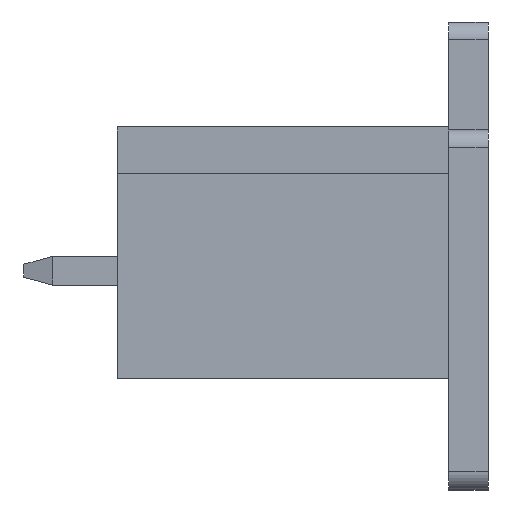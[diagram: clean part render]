
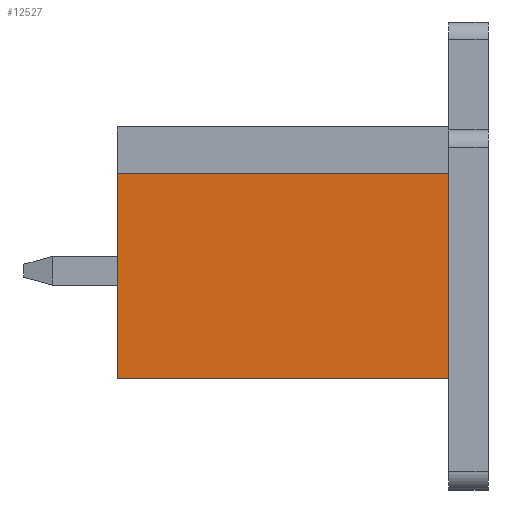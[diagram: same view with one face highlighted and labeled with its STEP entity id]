
A CAD part, left-side view. The second image highlights one B-rep face of the part: STEP entity #12527.
In plain terms, the highlighted planar face has unit normal (-1, 0, 0).
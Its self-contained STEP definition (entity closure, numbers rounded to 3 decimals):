
#2911=ORIENTED_EDGE('',*,*,#5170,.F.);
#2912=ORIENTED_EDGE('',*,*,#5267,.F.);
#2913=ORIENTED_EDGE('',*,*,#5143,.F.);
#2914=ORIENTED_EDGE('',*,*,#5085,.F.);
#5085=EDGE_CURVE('',#6523,#6524,#7985,.T.);
#5143=EDGE_CURVE('',#6524,#6575,#8031,.T.);
#5170=EDGE_CURVE('',#6595,#6523,#8054,.T.);
#5267=EDGE_CURVE('',#6575,#6595,#8148,.T.);
#6523=VERTEX_POINT('',#19130);
#6524=VERTEX_POINT('',#19132);
#6575=VERTEX_POINT('',#19245);
#6595=VERTEX_POINT('',#19296);
#7985=LINE('',#19131,#9576);
#8031=LINE('',#19244,#9622);
#8054=LINE('',#19297,#9645);
#8148=LINE('',#19492,#9739);
#9576=VECTOR('',#15576,1000.);
#9622=VECTOR('',#15654,1000.);
#9645=VECTOR('',#15695,1000.);
#9739=VECTOR('',#15891,1000.);
#10639=EDGE_LOOP('',(#2911,#2912,#2913,#2914));
#11340=FACE_BOUND('',#10639,.T.);
#11941=PLANE('',#13322);
#12527=ADVANCED_FACE('',(#11340),#11941,.F.);
#13322=AXIS2_PLACEMENT_3D('',#19493,#15892,#15893);
#15576=DIRECTION('',(0.,1.,0.));
#15654=DIRECTION('',(0.,0.,1.));
#15695=DIRECTION('',(0.,0.,-1.));
#15891=DIRECTION('',(0.,-1.,0.));
#15892=DIRECTION('',(1.,0.,0.));
#15893=DIRECTION('',(0.,0.,-1.));
#19130=CARTESIAN_POINT('',(-20.335,0.,-3.5));
#19131=CARTESIAN_POINT('',(-20.335,0.,-3.5));
#19132=CARTESIAN_POINT('',(-20.335,9.2,-3.5));
#19244=CARTESIAN_POINT('',(-20.335,9.2,-3.5));
#19245=CARTESIAN_POINT('',(-20.335,9.2,2.2));
#19296=CARTESIAN_POINT('',(-20.335,0.,2.2));
#19297=CARTESIAN_POINT('',(-20.335,0.,2.2));
#19492=CARTESIAN_POINT('',(-20.335,9.2,2.2));
#19493=CARTESIAN_POINT('',(-20.335,0.,0.));
